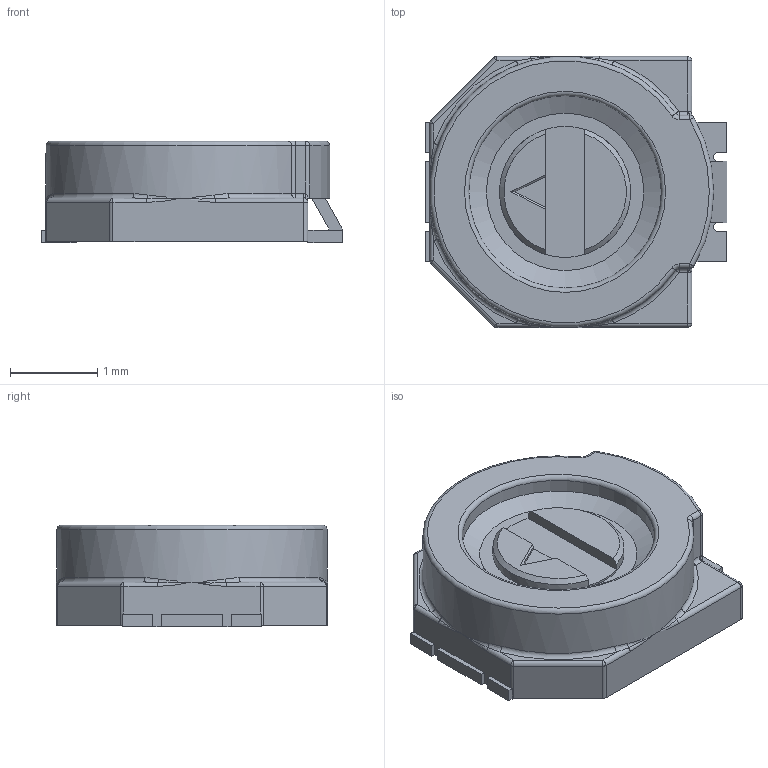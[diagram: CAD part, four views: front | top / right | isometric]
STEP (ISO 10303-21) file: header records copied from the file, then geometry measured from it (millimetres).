
FILE_DESCRIPTION(/* description */ (''),/* implementation_level */ '2;1');
FILE_NAME(/* name */ 'Knowles JR.step',/* time_stamp */ '2022-07-02T19:37:34+01:00',/* author */ (''),/* organization */ (''),/* preprocessor_version */ 'ST-DEVELOPER v19',/* originating_system */ 'Autodesk Translation Framework v11.7.0.108',/* authorisation */ '');
FILE_SCHEMA (('AUTOMOTIVE_DESIGN { 1 0 10303 214 3 1 1 }'));
Length unit declared in the file: millimetre
Products named in the file (1): Knowles JR
Bounding box: 3.45 x 3.1 x 1.16 mm (x, y, z)
Volume: 8.7 mm3; surface area: 34.1 mm2
Topology: 1 solids, 1 shells, 130 faces, 329 edges, 190 vertices
Faces by surface type: plane 55, cylinder 31, bspline 20, torus 11, sphere 10, cone 3
Full cylindrical faces by diameter (mm): 1.5 x1, 2.2 x1
Entity records: 4379 total; most frequent: CARTESIAN_POINT 1306, ORIENTED_EDGE 634, DIRECTION 603, EDGE_CURVE 317, AXIS2_PLACEMENT_3D 217, VERTEX_POINT 190, LINE 169, VECTOR 169
